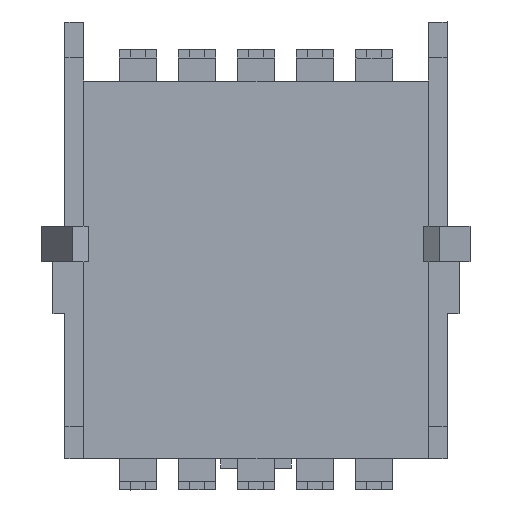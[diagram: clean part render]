
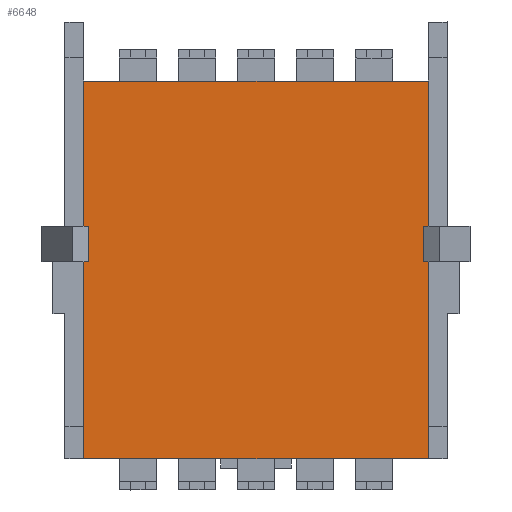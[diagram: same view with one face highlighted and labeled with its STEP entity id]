
A CAD part, front view. The second image highlights one B-rep face of the part: STEP entity #6648.
In plain terms, the highlighted planar face has unit normal (0, -1, 0).
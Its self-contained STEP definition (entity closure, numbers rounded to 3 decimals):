
#1629 = FACE_OUTER_BOUND ( 'NONE', #4645, .T. ) ;
#1733 = CARTESIAN_POINT ( 'NONE',  ( -7.3, 0., -8. ) ) ;
#1770 = DIRECTION ( 'NONE',  ( 0., -1., 0. ) ) ;
#1789 = PLANE ( 'NONE',  #8674 ) ;
#2779 = DIRECTION ( 'NONE',  ( 0., 0., -1. ) ) ;
#3342 = VERTEX_POINT ( 'NONE', #7476 ) ;
#3439 = VERTEX_POINT ( 'NONE', #7623 ) ;
#3468 = ORIENTED_EDGE ( 'NONE', *, *, #9707, .T. ) ;
#3486 = ORIENTED_EDGE ( 'NONE', *, *, #9710, .T. ) ;
#3495 = VERTEX_POINT ( 'NONE', #7794 ) ;
#3538 = VERTEX_POINT ( 'NONE', #7657 ) ;
#3572 = VERTEX_POINT ( 'NONE', #7575 ) ;
#3651 = ORIENTED_EDGE ( 'NONE', *, *, #9698, .T. ) ;
#3766 = ORIENTED_EDGE ( 'NONE', *, *, #9706, .T. ) ;
#3879 = VERTEX_POINT ( 'NONE', #7593 ) ;
#3886 = ORIENTED_EDGE ( 'NONE', *, *, #9701, .T. ) ;
#3953 = ORIENTED_EDGE ( 'NONE', *, *, #9702, .T. ) ;
#4599 = LINE ( 'NONE', #6869, #4603 ) ;
#4603 = VECTOR ( 'NONE', #6873, 1000. ) ;
#4604 = LINE ( 'NONE', #6855, #4611 ) ;
#4611 = VECTOR ( 'NONE', #6882, 1000. ) ;
#4612 = LINE ( 'NONE', #6885, #4615 ) ;
#4614 = LINE ( 'NONE', #6879, #4621 ) ;
#4615 = VECTOR ( 'NONE', #6888, 1000. ) ;
#4621 = VECTOR ( 'NONE', #6902, 1000. ) ;
#4622 = LINE ( 'NONE', #6905, #4625 ) ;
#4624 = LINE ( 'NONE', #6899, #4633 ) ;
#4625 = VECTOR ( 'NONE', #6908, 1000. ) ;
#4633 = VECTOR ( 'NONE', #6918, 1000. ) ;
#4645 = EDGE_LOOP ( 'NONE', ( #3651, #3953, #3468, #3486, #3766, #3886 ) ) ;
#6648 = ADVANCED_FACE ( 'NONE', ( #1629 ), #1789, .T. ) ;
#6855 = CARTESIAN_POINT ( 'NONE',  ( 7.3, 0., -8. ) ) ;
#6869 = CARTESIAN_POINT ( 'NONE',  ( 7.3, 0., -8. ) ) ;
#6873 = DIRECTION ( 'NONE',  ( 0., 0., 1. ) ) ;
#6879 = CARTESIAN_POINT ( 'NONE',  ( -7.3, 0., -8. ) ) ;
#6882 = DIRECTION ( 'NONE',  ( 0., 0., 1. ) ) ;
#6885 = CARTESIAN_POINT ( 'NONE',  ( -7.3, 0., 8. ) ) ;
#6888 = DIRECTION ( 'NONE',  ( -1., 0., 0. ) ) ;
#6899 = CARTESIAN_POINT ( 'NONE',  ( -7.3, 0., -8. ) ) ;
#6902 = DIRECTION ( 'NONE',  ( 1., 0., 0. ) ) ;
#6905 = CARTESIAN_POINT ( 'NONE',  ( -7.3, 0., -8. ) ) ;
#6908 = DIRECTION ( 'NONE',  ( 0., 0., -1. ) ) ;
#6918 = DIRECTION ( 'NONE',  ( 0., 0., -1. ) ) ;
#7476 = CARTESIAN_POINT ( 'NONE',  ( -7.3, 0., -8. ) ) ;
#7575 = CARTESIAN_POINT ( 'NONE',  ( 7.3, 0., -8. ) ) ;
#7593 = CARTESIAN_POINT ( 'NONE',  ( -7.3, 0., 8. ) ) ;
#7623 = CARTESIAN_POINT ( 'NONE',  ( -7.3, 0., -6.615 ) ) ;
#7657 = CARTESIAN_POINT ( 'NONE',  ( 7.3, 0., -6.615 ) ) ;
#7794 = CARTESIAN_POINT ( 'NONE',  ( 7.3, 0., 8. ) ) ;
#8674 = AXIS2_PLACEMENT_3D ( 'NONE', #1733, #1770, #2779 ) ;
#9698 = EDGE_CURVE ( 'NONE', #3538, #3495, #4599, .T. ) ;
#9701 = EDGE_CURVE ( 'NONE', #3572, #3538, #4604, .T. ) ;
#9702 = EDGE_CURVE ( 'NONE', #3495, #3879, #4612, .T. ) ;
#9706 = EDGE_CURVE ( 'NONE', #3342, #3572, #4614, .T. ) ;
#9707 = EDGE_CURVE ( 'NONE', #3879, #3439, #4622, .T. ) ;
#9710 = EDGE_CURVE ( 'NONE', #3439, #3342, #4624, .T. ) ;
